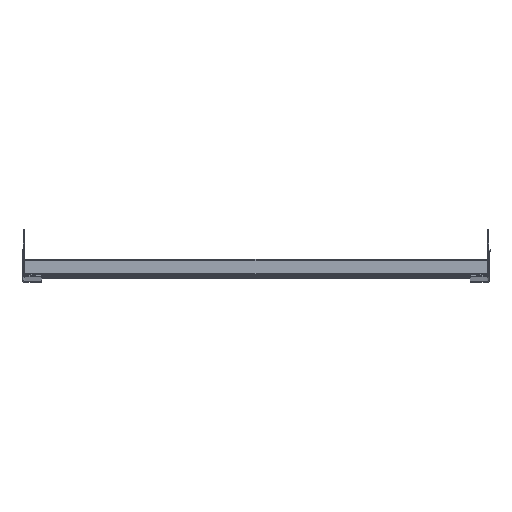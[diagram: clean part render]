
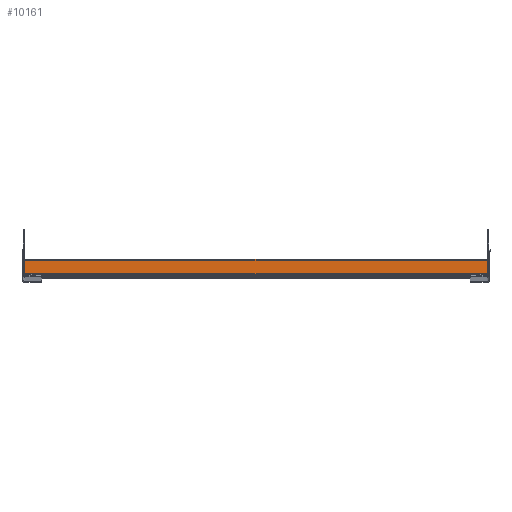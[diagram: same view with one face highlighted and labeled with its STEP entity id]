
A CAD part, top view. The second image highlights one B-rep face of the part: STEP entity #10161.
In plain terms, the highlighted planar face has unit normal (0, 0, 1).
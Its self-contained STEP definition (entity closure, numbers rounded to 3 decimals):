
#2072 = CARTESIAN_POINT ( 'NONE',  ( 1., -19.309, 1377.21 ) ) ;
#2079 = PLANE ( 'NONE',  #2164 ) ;
#2081 = DIRECTION ( 'NONE',  ( 0., 0., 1. ) ) ;
#2082 = DIRECTION ( 'NONE',  ( 0., -1., 0. ) ) ;
#2164 = AXIS2_PLACEMENT_3D ( 'NONE', #2072, #2081, #2082 ) ;
#3455 = FACE_OUTER_BOUND ( 'NONE', #8371, .T. ) ;
#4308 = VERTEX_POINT ( 'NONE', #9971 ) ;
#4318 = VERTEX_POINT ( 'NONE', #9978 ) ;
#4319 = VERTEX_POINT ( 'NONE', #9979 ) ;
#4321 = VERTEX_POINT ( 'NONE', #9981 ) ;
#4322 = VERTEX_POINT ( 'NONE', #9982 ) ;
#4325 = VERTEX_POINT ( 'NONE', #9985 ) ;
#4333 = VERTEX_POINT ( 'NONE', #9993 ) ;
#4336 = VERTEX_POINT ( 'NONE', #9996 ) ;
#5006 = EDGE_CURVE ( 'NONE', #4322, #4336, #6057, .T. ) ;
#5007 = EDGE_CURVE ( 'NONE', #4318, #4325, #6065, .T. ) ;
#5008 = EDGE_CURVE ( 'NONE', #4308, #4319, #6069, .T. ) ;
#5009 = EDGE_CURVE ( 'NONE', #4321, #4333, #6071, .T. ) ;
#5011 = EDGE_CURVE ( 'NONE', #4336, #4333, #6067, .T. ) ;
#5030 = EDGE_CURVE ( 'NONE', #4322, #4325, #6113, .T. ) ;
#5034 = EDGE_CURVE ( 'NONE', #4318, #4319, #6109, .T. ) ;
#5036 = EDGE_CURVE ( 'NONE', #4308, #4321, #6125, .T. ) ;
#6057 = LINE ( 'NONE', #10253, #6068 ) ;
#6065 = LINE ( 'NONE', #10258, #6070 ) ;
#6067 = LINE ( 'NONE', #10266, #6078 ) ;
#6068 = VECTOR ( 'NONE', #10268, 1000. ) ;
#6069 = LINE ( 'NONE', #10271, #6072 ) ;
#6070 = VECTOR ( 'NONE', #10270, 1000. ) ;
#6071 = LINE ( 'NONE', #10273, #6074 ) ;
#6072 = VECTOR ( 'NONE', #10272, 1000. ) ;
#6074 = VECTOR ( 'NONE', #10274, 1000. ) ;
#6078 = VECTOR ( 'NONE', #10278, 1000. ) ;
#6109 = LINE ( 'NONE', #10302, #6124 ) ;
#6113 = LINE ( 'NONE', #10315, #6116 ) ;
#6116 = VECTOR ( 'NONE', #10316, 1000. ) ;
#6124 = VECTOR ( 'NONE', #10324, 1000. ) ;
#6125 = LINE ( 'NONE', #10327, #6128 ) ;
#6128 = VECTOR ( 'NONE', #10329, 1000. ) ;
#8047 = ORIENTED_EDGE ( 'NONE', *, *, #5009, .F. ) ;
#8048 = ORIENTED_EDGE ( 'NONE', *, *, #5036, .F. ) ;
#8049 = ORIENTED_EDGE ( 'NONE', *, *, #5008, .T. ) ;
#8050 = ORIENTED_EDGE ( 'NONE', *, *, #5034, .F. ) ;
#8051 = ORIENTED_EDGE ( 'NONE', *, *, #5007, .T. ) ;
#8052 = ORIENTED_EDGE ( 'NONE', *, *, #5030, .F. ) ;
#8053 = ORIENTED_EDGE ( 'NONE', *, *, #5006, .T. ) ;
#8054 = ORIENTED_EDGE ( 'NONE', *, *, #5011, .T. ) ;
#8371 = EDGE_LOOP ( 'NONE', ( #8047, #8048, #8049, #8050, #8051, #8052, #8053, #8054 ) ) ;
#9971 = CARTESIAN_POINT ( 'NONE',  ( -484.5, -19.309, 1377.21 ) ) ;
#9978 = CARTESIAN_POINT ( 'NONE',  ( -17.3, -19.309, 1377.21 ) ) ;
#9979 = CARTESIAN_POINT ( 'NONE',  ( -477.7, -19.309, 1377.21 ) ) ;
#9981 = CARTESIAN_POINT ( 'NONE',  ( -496., -19.309, 1377.21 ) ) ;
#9982 = CARTESIAN_POINT ( 'NONE',  ( 1., -19.309, 1377.21 ) ) ;
#9985 = CARTESIAN_POINT ( 'NONE',  ( -10.5, -19.309, 1377.21 ) ) ;
#9993 = CARTESIAN_POINT ( 'NONE',  ( -496., -3.309, 1377.21 ) ) ;
#9996 = CARTESIAN_POINT ( 'NONE',  ( 1., -3.309, 1377.21 ) ) ;
#10161 = ADVANCED_FACE ( 'NONE', ( #3455 ), #2079, .T. ) ;
#10253 = CARTESIAN_POINT ( 'NONE',  ( 1., -19.309, 1377.21 ) ) ;
#10258 = CARTESIAN_POINT ( 'NONE',  ( 1., -19.309, 1377.21 ) ) ;
#10266 = CARTESIAN_POINT ( 'NONE',  ( 1., -3.309, 1377.21 ) ) ;
#10268 = DIRECTION ( 'NONE',  ( 0., 1., 0. ) ) ;
#10270 = DIRECTION ( 'NONE',  ( 1., 0., 0. ) ) ;
#10271 = CARTESIAN_POINT ( 'NONE',  ( 1., -19.309, 1377.21 ) ) ;
#10272 = DIRECTION ( 'NONE',  ( 1., 0., 0. ) ) ;
#10273 = CARTESIAN_POINT ( 'NONE',  ( -496., -19.309, 1377.21 ) ) ;
#10274 = DIRECTION ( 'NONE',  ( 0., 1., 0. ) ) ;
#10278 = DIRECTION ( 'NONE',  ( -1., 0., 0. ) ) ;
#10302 = CARTESIAN_POINT ( 'NONE',  ( 1., -19.309, 1377.21 ) ) ;
#10315 = CARTESIAN_POINT ( 'NONE',  ( 1., -19.309, 1377.21 ) ) ;
#10316 = DIRECTION ( 'NONE',  ( -1., 0., 0. ) ) ;
#10324 = DIRECTION ( 'NONE',  ( -1., 0., 0. ) ) ;
#10327 = CARTESIAN_POINT ( 'NONE',  ( 1., -19.309, 1377.21 ) ) ;
#10329 = DIRECTION ( 'NONE',  ( -1., 0., 0. ) ) ;
